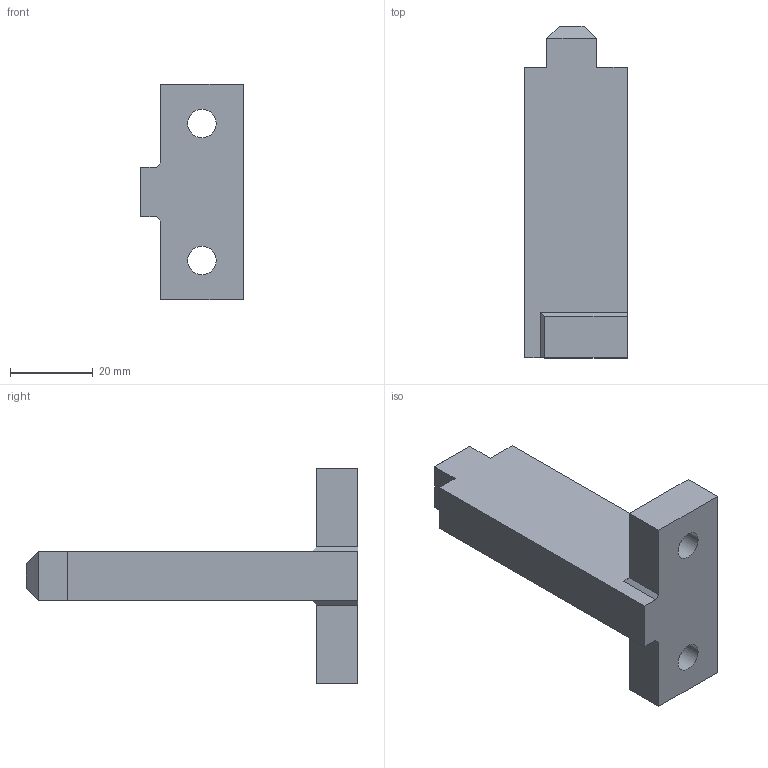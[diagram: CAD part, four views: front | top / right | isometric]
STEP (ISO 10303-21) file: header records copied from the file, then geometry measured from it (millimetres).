
FILE_DESCRIPTION(('CATIA V6 STEP','CAx-IF Rec.Pracs.--- Model Styling and Organization---1.5--- 2016-08-15','CAx-IF Rec.Pracs.---Supplemental Geometry---1.0---2011-11-01','CAx-IF Rec.Pracs.--- Composite Materials ---1.1---2010-07-15','CAx-IF Rec.Pracs.---External References---2.1---2005-01-19'),'2;1');
FILE_NAME('SB044386-01_Rep.stp','2020-03-22T23:56:15+00:00',('Michael Balsamo'),('Creator, Inc.'),'3DEXPERIENCE Platform3DEXPERIENCE R2020x HotFix 2.3','3DEXPERIENCE Platform STEP AP214 v1','opyright Creator, Inc., 2020. Licensed under CERN-OHL-P v2.');
FILE_SCHEMA(('AUTOMOTIVE_DESIGN { 1 0 10303 214 1 1 1 1 }'));
Length unit declared in the file: millimetre
Products named in the file (1): SB044386-01
Bounding box: 24.78 x 80 x 52 mm (x, y, z)
Volume: 29108.4 mm3; surface area: 9031.7 mm2
Topology: 1 solids, 1 shells, 32 faces, 90 edges, 64 vertices
Faces by surface type: plane 24, cylinder 6, cone 2
Entity records: 1022 total; most frequent: CARTESIAN_POINT 192, ORIENTED_EDGE 160, DIRECTION 136, EDGE_CURVE 80, VECTOR 70, LINE 70, VERTEX_POINT 51, AXIS2_PLACEMENT_3D 40
